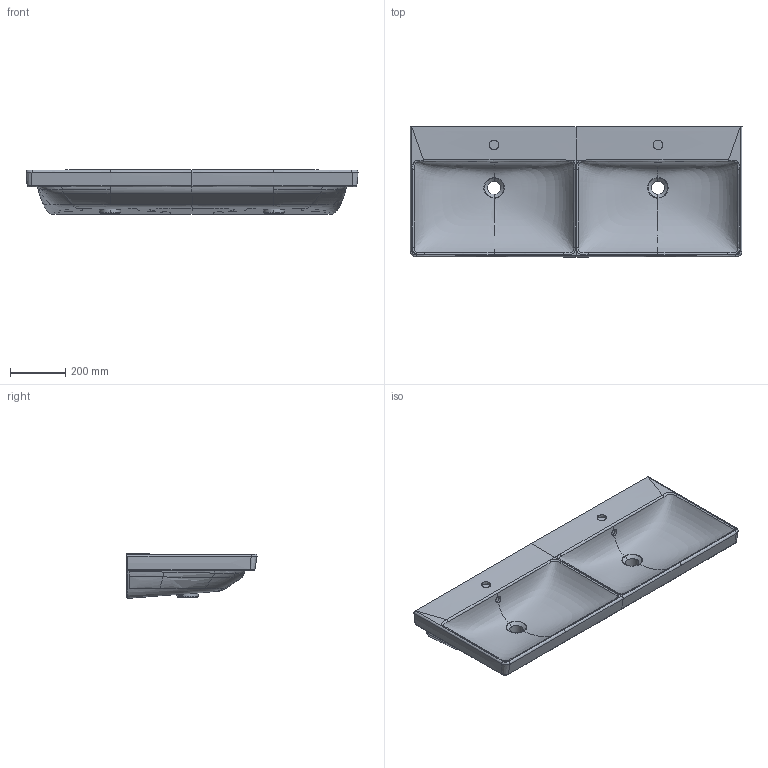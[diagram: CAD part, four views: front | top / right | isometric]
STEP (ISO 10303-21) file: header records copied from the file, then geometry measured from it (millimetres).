
FILE_DESCRIPTION(/* description */ (''),/* implementation_level */ '2;1');
FILE_NAME(/* name */ '4A23CK_Avento_120cm.stp',/* time_stamp */ '2018-11-19T07:31:55+01:00',/* author */ (''),/* organization */ (''),/* preprocessor_version */ 'ST-DEVELOPER v16',/* originating_system */ 'SIEMENS PLM Software NX 10.0',/* authorisation */ '');
FILE_SCHEMA (('AUTOMOTIVE_DESIGN { 1 0 10303 214 3 1 1 1 }'));
Products named in the file (1): Sier0A7417F9feu8
Bounding box: 1200 x 469.99 x 161.76 mm (x, y, z)
Volume: 42325906.8 mm3; surface area: 1637914.9 mm2
Topology: 1 solids, 1 shells, 254 faces, 667 edges, 409 vertices
Faces by surface type: bspline 208, plane 24, cylinder 12, extrusion 6, cone 4
Full cylindrical faces by diameter (mm): 25 x2
Entity records: 70366 total; most frequent: CARTESIAN_POINT 66073, ORIENTED_EDGE 1314, EDGE_CURVE 657, B_SPLINE_CURVE_WITH_KNOTS 502, VERTEX_POINT 409, EDGE_LOOP 262, ADVANCED_FACE 254, FACE_OUTER_BOUND 246
